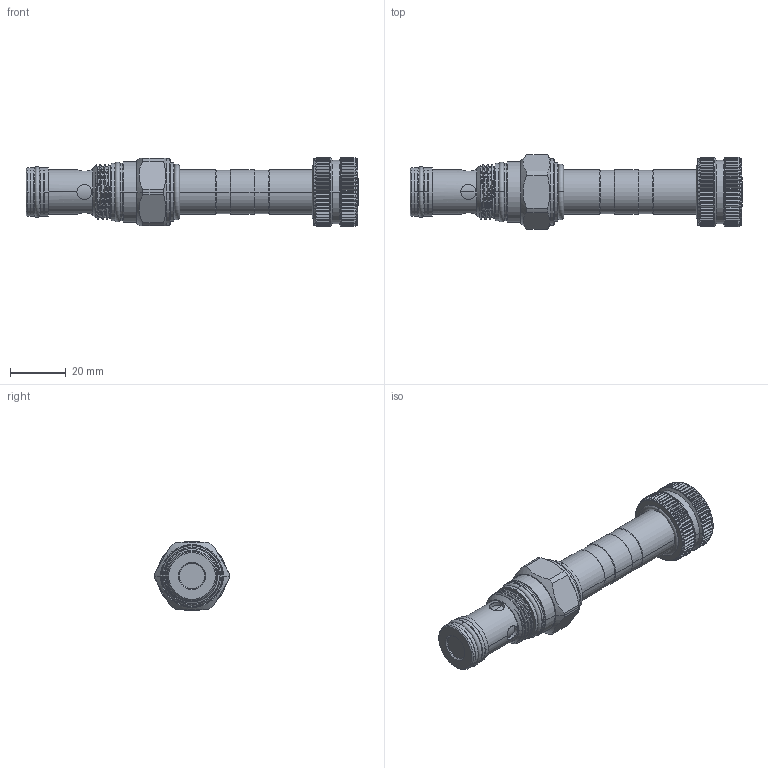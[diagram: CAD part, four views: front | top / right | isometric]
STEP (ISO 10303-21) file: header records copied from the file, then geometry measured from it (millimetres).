
FILE_DESCRIPTION (( 'STEP AP203' ), '1' );
FILE_NAME ('EP13A2C32P05.STEP', '2024-12-10T07:21:09', ( '' ), ( '' ), 'SwSTEP 2.0', 'SolidWorks 2018', '' );
FILE_SCHEMA (( 'CONFIG_CONTROL_DESIGN' ));
Length unit declared in the file: millimetre
Products named in the file (1): EP13A2C32P05
Bounding box: 118.7 x 26.7 x 25 mm (x, y, z)
Volume: 33401.9 mm3; surface area: 9667 mm2
Topology: 1 solids, 1 shells, 947 faces, 2482 edges, 1564 vertices
Faces by surface type: cylinder 423, plane 363, cone 144, torus 12, bspline 5
Entity records: 33550 total; most frequent: CARTESIAN_POINT 11004, ORIENTED_EDGE 4964, DIRECTION 4474, EDGE_CURVE 2482, AXIS2_PLACEMENT_3D 1782, VERTEX_POINT 1564, EDGE_LOOP 974, FACE_OUTER_BOUND 947
